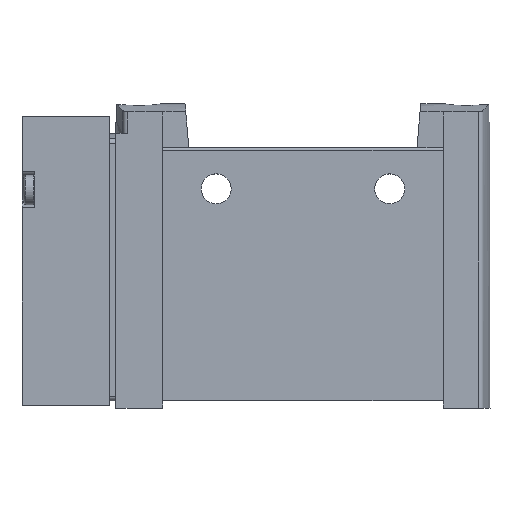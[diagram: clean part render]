
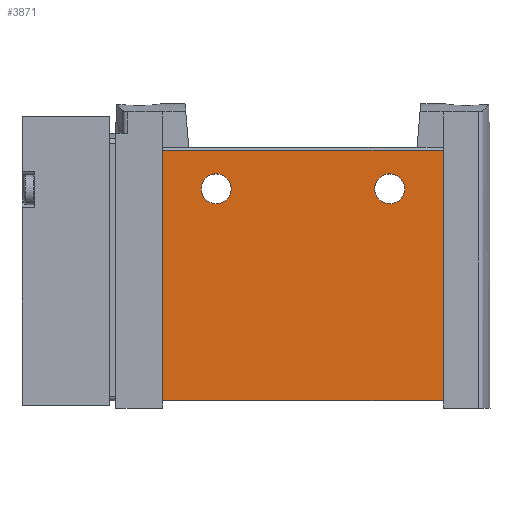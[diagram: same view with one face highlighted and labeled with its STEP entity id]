
A CAD part, top view. The second image highlights one B-rep face of the part: STEP entity #3871.
In plain terms, the highlighted planar face has unit normal (0, 0, 1).
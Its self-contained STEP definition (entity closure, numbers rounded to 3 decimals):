
#60=PLANE('',#4183);
#196=CIRCLE('',#4184,1.6);
#197=CIRCLE('',#4185,1.6);
#450=LINE('',#6172,#767);
#466=LINE('',#6210,#783);
#488=LINE('',#6269,#805);
#491=LINE('',#6277,#808);
#767=VECTOR('',#4784,1000.);
#783=VECTOR('',#4816,1000.);
#805=VECTOR('',#4872,1000.);
#808=VECTOR('',#4881,1000.);
#1250=ORIENTED_EDGE('',*,*,#2371,.F.);
#1251=ORIENTED_EDGE('',*,*,#2372,.F.);
#1252=ORIENTED_EDGE('',*,*,#2319,.T.);
#1253=ORIENTED_EDGE('',*,*,#2373,.F.);
#1254=ORIENTED_EDGE('',*,*,#2338,.F.);
#1255=ORIENTED_EDGE('',*,*,#2368,.T.);
#2319=EDGE_CURVE('',#2887,#2886,#450,.T.);
#2338=EDGE_CURVE('',#2900,#2901,#466,.T.);
#2368=EDGE_CURVE('',#2900,#2887,#488,.T.);
#2371=EDGE_CURVE('',#2921,#2921,#196,.F.);
#2372=EDGE_CURVE('',#2922,#2922,#197,.F.);
#2373=EDGE_CURVE('',#2901,#2886,#491,.T.);
#2886=VERTEX_POINT('',#6171);
#2887=VERTEX_POINT('',#6173);
#2900=VERTEX_POINT('',#6209);
#2901=VERTEX_POINT('',#6211);
#2921=VERTEX_POINT('',#6274);
#2922=VERTEX_POINT('',#6276);
#3222=EDGE_LOOP('',(#1250));
#3223=EDGE_LOOP('',(#1251));
#3224=EDGE_LOOP('',(#1252,#1253,#1254,#1255));
#3498=FACE_BOUND('',#3222,.T.);
#3499=FACE_BOUND('',#3223,.T.);
#3500=FACE_BOUND('',#3224,.T.);
#3871=ADVANCED_FACE('',(#3498,#3499,#3500),#60,.F.);
#4183=AXIS2_PLACEMENT_3D('',#6272,#4875,#4876);
#4184=AXIS2_PLACEMENT_3D('',#6273,#4877,#4878);
#4185=AXIS2_PLACEMENT_3D('',#6275,#4879,#4880);
#4784=DIRECTION('',(0.,-1.,0.));
#4816=DIRECTION('',(0.,-1.,0.));
#4872=DIRECTION('',(-1.,0.,0.));
#4875=DIRECTION('',(0.,0.,-1.));
#4876=DIRECTION('',(-1.,0.,0.));
#4877=DIRECTION('',(0.,0.,-1.));
#4878=DIRECTION('',(-1.,0.,0.));
#4879=DIRECTION('',(0.,0.,-1.));
#4880=DIRECTION('',(-1.,0.,0.));
#4881=DIRECTION('',(-1.,0.,0.));
#6171=CARTESIAN_POINT('',(-14.95,0.,5.125));
#6172=CARTESIAN_POINT('',(-14.95,26.7,5.125));
#6173=CARTESIAN_POINT('',(-14.95,26.7,5.125));
#6209=CARTESIAN_POINT('',(14.95,26.7,5.125));
#6210=CARTESIAN_POINT('',(14.95,26.7,5.125));
#6211=CARTESIAN_POINT('',(14.95,0.,5.125));
#6269=CARTESIAN_POINT('',(14.95,26.7,5.125));
#6272=CARTESIAN_POINT('',(14.95,26.7,5.125));
#6273=CARTESIAN_POINT('',(9.25,22.6,5.125));
#6274=CARTESIAN_POINT('',(7.65,22.6,5.125));
#6275=CARTESIAN_POINT('',(-9.25,22.6,5.125));
#6276=CARTESIAN_POINT('',(-10.85,22.6,5.125));
#6277=CARTESIAN_POINT('',(14.95,0.,5.125));
